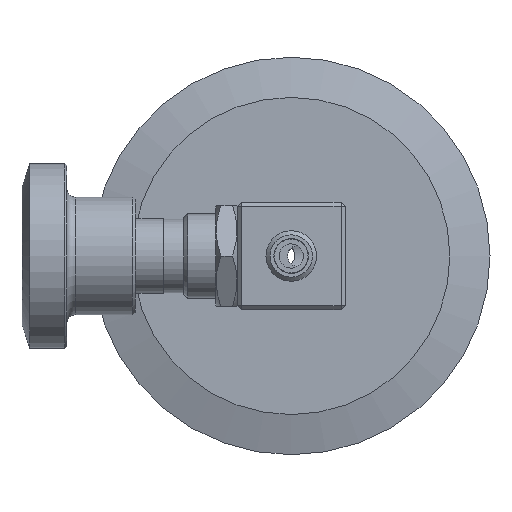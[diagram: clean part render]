
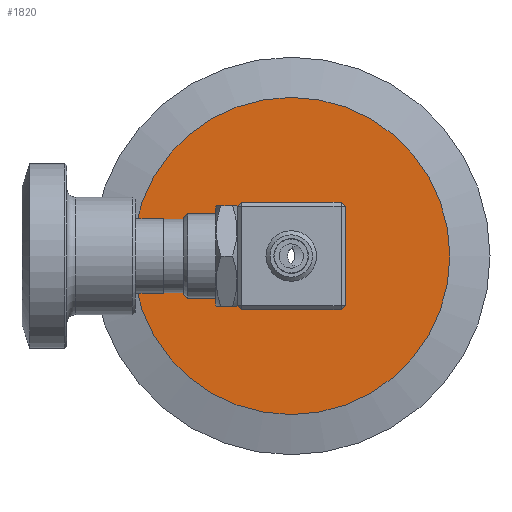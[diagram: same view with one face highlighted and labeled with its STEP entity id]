
A CAD part, left-side view. The second image highlights one B-rep face of the part: STEP entity #1820.
In plain terms, the highlighted planar face has unit normal (-1, 0, 0).
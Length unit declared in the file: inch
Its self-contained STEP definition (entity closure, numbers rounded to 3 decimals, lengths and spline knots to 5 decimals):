
#131=CIRCLE('',#2016,1.17794);
#136=CIRCLE('',#2024,0.1275);
#202=FACE_BOUND('',#507,.T.);
#322=FACE_OUTER_BOUND('',#506,.T.);
#506=EDGE_LOOP('',(#1493));
#507=EDGE_LOOP('',(#1494));
#888=VERTEX_POINT('',#3066);
#893=VERTEX_POINT('',#3079);
#1088=EDGE_CURVE('',#888,#888,#131,.T.);
#1093=EDGE_CURVE('',#893,#893,#136,.T.);
#1493=ORIENTED_EDGE('',*,*,#1088,.T.);
#1494=ORIENTED_EDGE('',*,*,#1093,.T.);
#1574=PLANE('',#2028);
#1820=ADVANCED_FACE('',(#322,#202),#1574,.T.);
#2016=AXIS2_PLACEMENT_3D('',#3067,#2492,#2493);
#2024=AXIS2_PLACEMENT_3D('',#3080,#2508,#2509);
#2028=AXIS2_PLACEMENT_3D('',#3085,#2516,#2517);
#2492=DIRECTION('center_axis',(-1.,0.,0.));
#2493=DIRECTION('ref_axis',(0.,-1.,0.));
#2508=DIRECTION('center_axis',(1.,0.,0.));
#2509=DIRECTION('ref_axis',(0.,0.,
1.));
#2516=DIRECTION('center_axis',(-1.,0.,0.));
#2517=DIRECTION('ref_axis',(0.,0.,
-1.));
#3066=CARTESIAN_POINT('',(1.0995,-1.17794,0.));
#3067=CARTESIAN_POINT('Origin',(1.0995,0.,0.));
#3079=CARTESIAN_POINT('',(1.0995,0.,-0.1275));
#3080=CARTESIAN_POINT('Origin',(1.0995,0.,0.));
#3085=CARTESIAN_POINT('Origin',(1.0995,0.,0.));
